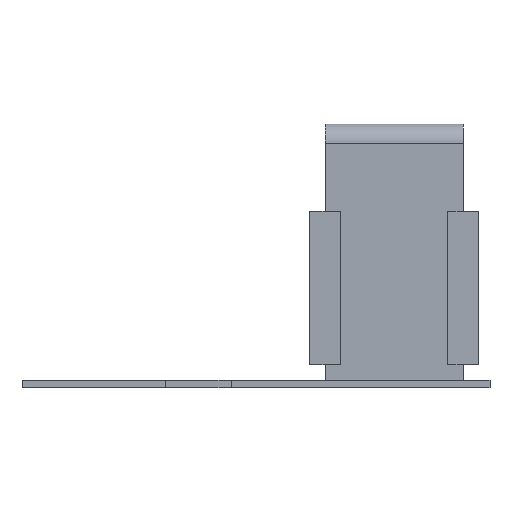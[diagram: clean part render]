
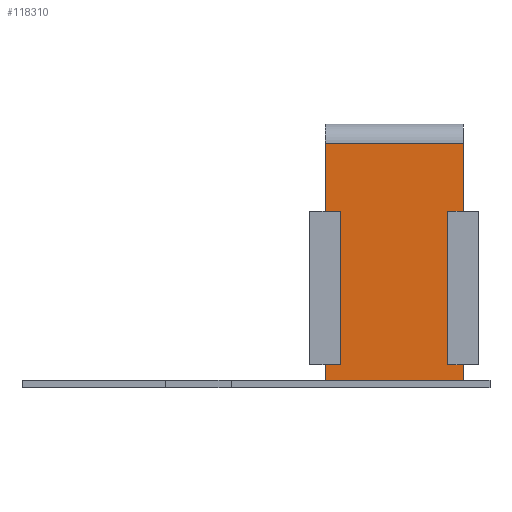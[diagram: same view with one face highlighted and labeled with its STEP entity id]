
A CAD part, front view. The second image highlights one B-rep face of the part: STEP entity #118310.
In plain terms, the highlighted planar face has unit normal (0, -1, 0).
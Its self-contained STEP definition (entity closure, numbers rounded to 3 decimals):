
#117920=CARTESIAN_POINT('',(32.022,-56.094,122.8));
#117930=DIRECTION('',(0.,-1.,0.));
#117940=DIRECTION('',(0.,0.,-1.));
#117950=AXIS2_PLACEMENT_3D('',#117920,#117930,#117940);
#117960=PLANE('',#117950);
#117970=CARTESIAN_POINT('',(42.54,-56.094,122.));
#117980=DIRECTION('',(1.,0.,0.));
#117990=VECTOR('',#117980,1.);
#118000=LINE('',#117970,#117990);
#118010=CARTESIAN_POINT('',(32.022,-56.094,122.));
#118020=VERTEX_POINT('',#118010);
#118030=CARTESIAN_POINT('',(50.022,-56.094,122.));
#118040=VERTEX_POINT('',#118030);
#118050=EDGE_CURVE('',#118020,#118040,#118000,.T.);
#118060=ORIENTED_EDGE('',*,*,#118050,.T.);
#118070=CARTESIAN_POINT('',(32.022,-56.094,122.));
#118080=DIRECTION('',(0.,-0.,1.));
#118090=VECTOR('',#118080,1.);
#118100=LINE('',#118070,#118090);
#118110=CARTESIAN_POINT('',(32.022,-56.094,152.9));
#118120=VERTEX_POINT('',#118110);
#118130=EDGE_CURVE('',#118020,#118120,#118100,.T.);
#118140=ORIENTED_EDGE('',*,*,#118130,.F.);
#118150=CARTESIAN_POINT('',(42.54,-56.094,152.9));
#118160=DIRECTION('',(1.,0.,0.));
#118170=VECTOR('',#118160,1.);
#118180=LINE('',#118150,#118170);
#118190=CARTESIAN_POINT('',(50.022,-56.094,152.9));
#118200=VERTEX_POINT('',#118190);
#118210=EDGE_CURVE('',#118120,#118200,#118180,.T.);
#118220=ORIENTED_EDGE('',*,*,#118210,.F.);
#118230=CARTESIAN_POINT('',(50.022,-56.094,122.));
#118240=DIRECTION('',(-0.,0.,1.));
#118250=VECTOR('',#118240,1.);
#118260=LINE('',#118230,#118250);
#118270=EDGE_CURVE('',#118040,#118200,#118260,.T.);
#118280=ORIENTED_EDGE('',*,*,#118270,.T.);
#118290=EDGE_LOOP('',(#118280,#118220,#118140,#118060));
#118300=FACE_OUTER_BOUND('',#118290,.T.);
#118310=ADVANCED_FACE('',(#118300),#117960,.T.);
